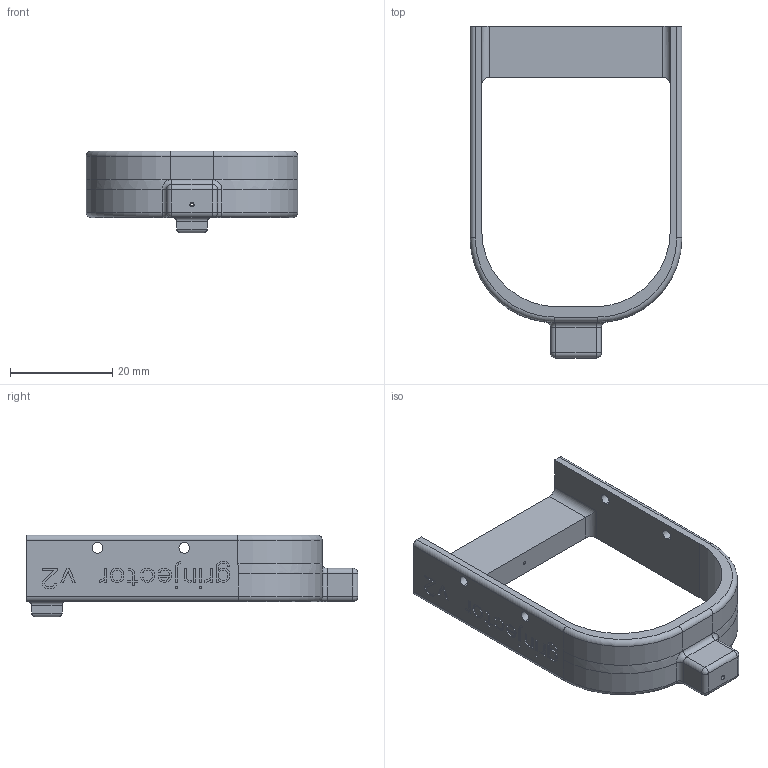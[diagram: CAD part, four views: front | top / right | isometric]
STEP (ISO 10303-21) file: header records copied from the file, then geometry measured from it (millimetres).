
FILE_DESCRIPTION((''),'2;1');
FILE_NAME('GRINJECTOR_BOTTOM_CONNECTOR_V2','2020-08-20T14:56:19',('biafra'),(''),'CREO PARAMETRIC BY PTC INC, 2019224','CREO PARAMETRIC BY PTC INC, 2019224','');
FILE_SCHEMA(('CONFIG_CONTROL_DESIGN'));
Length unit declared in the file: millimetre
Products named in the file (1): GRINJECTOR_BOTTOM_CONNECTOR_V2
Bounding box: 41.47 x 65 x 16 mm (x, y, z)
Volume: 6884.3 mm3; surface area: 5688.2 mm2
Topology: 1 solids, 1 shells, 713 faces, 1997 edges, 1318 vertices
Faces by surface type: plane 649, cylinder 50, torus 8, sphere 4, bspline 2
Entity records: 22857 total; most frequent: CARTESIAN_POINT 4382, ORIENTED_EDGE 3994, DIRECTION 3487, EDGE_CURVE 1997, VECTOR 1893, LINE 1893, VERTEX_POINT 1318, AXIS2_PLACEMENT_3D 797
